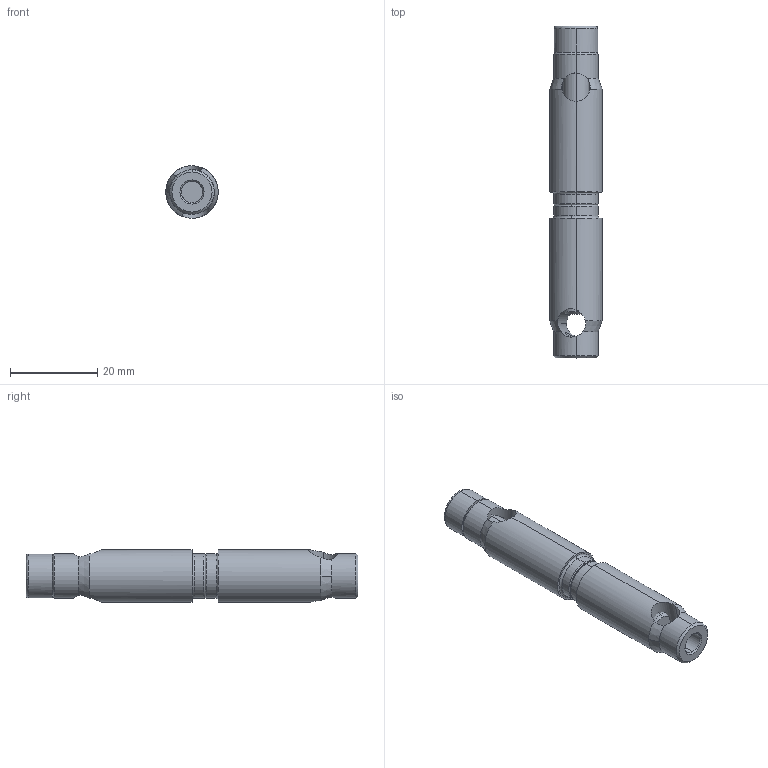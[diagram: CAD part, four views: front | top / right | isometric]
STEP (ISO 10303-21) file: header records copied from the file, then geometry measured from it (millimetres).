
FILE_DESCRIPTION (( 'STEP AP214' ), '1' );
FILE_NAME ('099G102M6.STEP', '2015-06-19T07:20:22', ( 'Not-Admin' ), ( 'Hewlett-Packard Company' ), 'SwSTEP 2.0', 'SolidWorks 2014', '' );
FILE_SCHEMA (( 'AUTOMOTIVE_DESIGN' ));
Length unit declared in the file: millimetre
Products named in the file (1): 099G102M6
Bounding box: 12 x 76 x 12 mm (x, y, z)
Volume: 7116.9 mm3; surface area: 5543.9 mm2
Topology: 3 solids, 3 shells, 117 faces, 295 edges, 185 vertices
Faces by surface type: plane 58, cylinder 32, cone 15, bspline 12
Entity records: 5488 total; most frequent: CARTESIAN_POINT 1422, ORIENTED_EDGE 586, DIRECTION 543, EDGE_CURVE 293, AXIS2_PLACEMENT_3D 200, VERTEX_POINT 185, VECTOR 143, LINE 143
